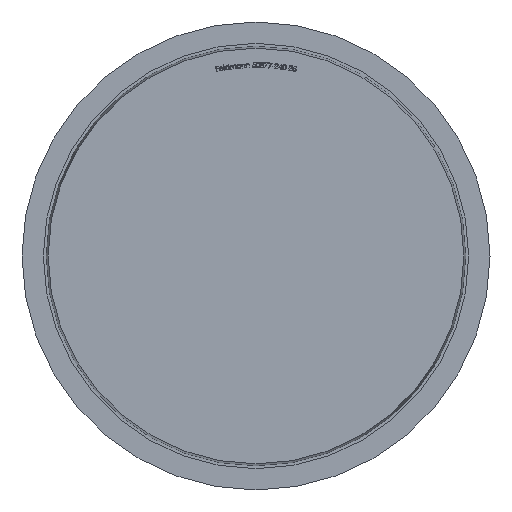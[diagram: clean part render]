
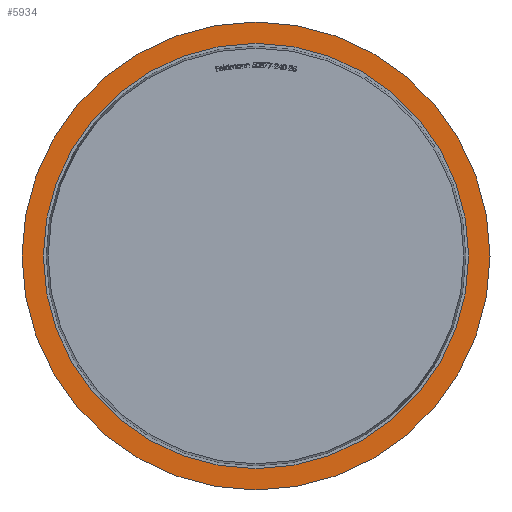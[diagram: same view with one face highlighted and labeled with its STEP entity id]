
A CAD part, front view. The second image highlights one B-rep face of the part: STEP entity #5934.
In plain terms, the highlighted planar face has unit normal (0, -1, 0).
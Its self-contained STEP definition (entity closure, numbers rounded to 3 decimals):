
#359 = CIRCLE ( 'NONE', #8260, 24.15 ) ;
#511 = VERTEX_POINT ( 'NONE', #1531 ) ;
#635 = CARTESIAN_POINT ( 'NONE',  ( 0., 4.5, 0. ) ) ;
#680 = DIRECTION ( 'NONE',  ( 0., -1., 0. ) ) ;
#742 = EDGE_CURVE ( 'NONE', #3553, #13625, #13688, .T. ) ;
#1531 = CARTESIAN_POINT ( 'NONE',  ( 0., 4.5, 24.15 ) ) ;
#2142 = CIRCLE ( 'NONE', #10801, 24.15 ) ;
#2850 = CARTESIAN_POINT ( 'NONE',  ( 0., 4.5, 0. ) ) ;
#3100 = EDGE_LOOP ( 'NONE', ( #14185, #13376 ) ) ;
#3221 = ORIENTED_EDGE ( 'NONE', *, *, #5922, .T. ) ;
#3412 = FACE_OUTER_BOUND ( 'NONE', #3100, .T. ) ;
#3553 = VERTEX_POINT ( 'NONE', #14180 ) ;
#4452 = DIRECTION ( 'NONE',  ( 0., 1., 0. ) ) ;
#4774 = ORIENTED_EDGE ( 'NONE', *, *, #742, .T. ) ;
#5026 = DIRECTION ( 'NONE',  ( 0., 0., 1. ) ) ;
#5057 = DIRECTION ( 'NONE',  ( 0., 1., 0. ) ) ;
#5112 = DIRECTION ( 'NONE',  ( 0., 0., -1. ) ) ;
#5317 = EDGE_CURVE ( 'NONE', #8460, #511, #359, .T. ) ;
#5922 = EDGE_CURVE ( 'NONE', #13625, #3553, #8933, .T. ) ;
#5934 = ADVANCED_FACE ( 'NONE', ( #12896, #3412 ), #10629, .T. ) ;
#6493 = EDGE_LOOP ( 'NONE', ( #3221, #4774 ) ) ;
#6791 = DIRECTION ( 'NONE',  ( 0., 0., 1. ) ) ;
#7353 = DIRECTION ( 'NONE',  ( 0., 0., 1. ) ) ;
#7399 = CARTESIAN_POINT ( 'NONE',  ( 0., 4.5, 0. ) ) ;
#7493 = DIRECTION ( 'NONE',  ( 0., 1., 0. ) ) ;
#8260 = AXIS2_PLACEMENT_3D ( 'NONE', #10884, #7493, #8758 ) ;
#8419 = DIRECTION ( 'NONE',  ( 0., 1., 0. ) ) ;
#8460 = VERTEX_POINT ( 'NONE', #11744 ) ;
#8758 = DIRECTION ( 'NONE',  ( 0., 0., 1. ) ) ;
#8933 = CIRCLE ( 'NONE', #9057, 21.65 ) ;
#9057 = AXIS2_PLACEMENT_3D ( 'NONE', #7399, #5057, #7353 ) ;
#10629 = PLANE ( 'NONE',  #13216 ) ;
#10801 = AXIS2_PLACEMENT_3D ( 'NONE', #13485, #4452, #6791 ) ;
#10884 = CARTESIAN_POINT ( 'NONE',  ( 0., 4.5, 0. ) ) ;
#11621 = CARTESIAN_POINT ( 'NONE',  ( 0., 4.5, -21.65 ) ) ;
#11744 = CARTESIAN_POINT ( 'NONE',  ( 0., 4.5, -24.15 ) ) ;
#12503 = EDGE_CURVE ( 'NONE', #511, #8460, #2142, .T. ) ;
#12896 = FACE_BOUND ( 'NONE', #6493, .T. ) ;
#12940 = AXIS2_PLACEMENT_3D ( 'NONE', #2850, #8419, #5026 ) ;
#13216 = AXIS2_PLACEMENT_3D ( 'NONE', #635, #680, #5112 ) ;
#13376 = ORIENTED_EDGE ( 'NONE', *, *, #5317, .F. ) ;
#13485 = CARTESIAN_POINT ( 'NONE',  ( 0., 4.5, 0. ) ) ;
#13625 = VERTEX_POINT ( 'NONE', #11621 ) ;
#13688 = CIRCLE ( 'NONE', #12940, 21.65 ) ;
#14180 = CARTESIAN_POINT ( 'NONE',  ( 0., 4.5, 21.65 ) ) ;
#14185 = ORIENTED_EDGE ( 'NONE', *, *, #12503, .F. ) ;
